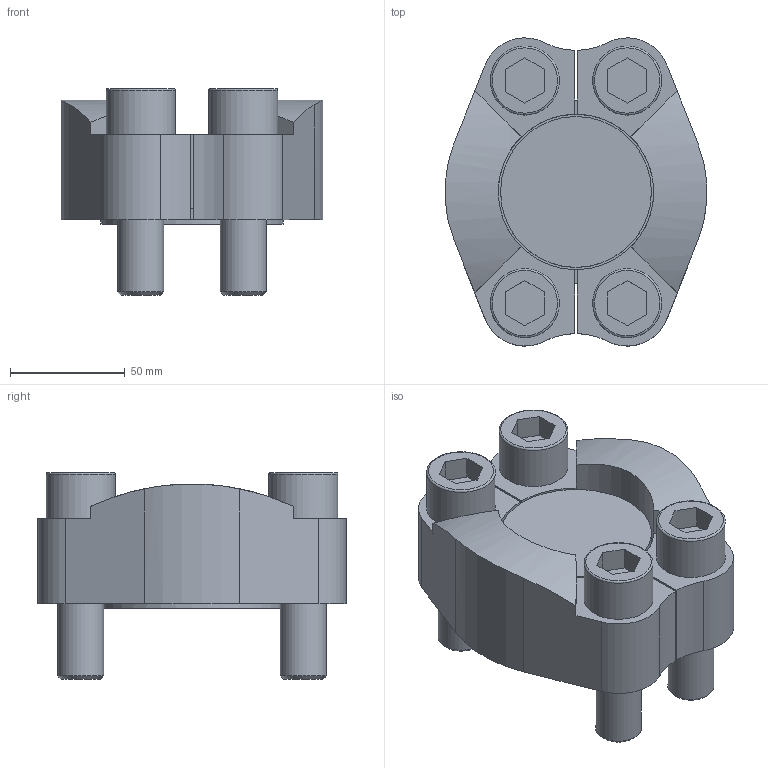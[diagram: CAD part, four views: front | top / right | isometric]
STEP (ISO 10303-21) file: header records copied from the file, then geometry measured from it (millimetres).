
FILE_DESCRIPTION(/* description */ ('STEP AP203'),/* implementation_level */ '2;1');
FILE_NAME(/* name */ 'SAE Blind Flange AFAB 51-6-01',/* time_stamp */ '2023-07-21T09:06:43+02:00',/* author */ ('License CC BY-ND 4.0'),/* organization */ ('CADENAS'),/* preprocessor_version */ 'ST-DEVELOPER v19.3',/* originating_system */ 'PARTsolutions',/* authorisation */ ' ');
FILE_SCHEMA (('CONFIG_CONTROL_DESIGN'));
Length unit declared in the file: millimetre
Products named in the file (1): SAE Blindflansch AFAB 51-6-01
Bounding box: 113.69 x 133.99 x 90 mm (x, y, z)
Volume: 586498.3 mm3; surface area: 102164.8 mm2
Topology: 1 solids, 3 shells, 111 faces, 252 edges, 163 vertices
Faces by surface type: plane 66, cylinder 34, torus 7, cone 4
Full cylindrical faces by diameter (mm): 20 x4, 21 x4, 30 x4, 56.74 x2, 63.8 x2, 65.6 x1, 79.4 x1
Entity records: 2980 total; most frequent: CARTESIAN_POINT 528, DIRECTION 522, ORIENTED_EDGE 434, EDGE_CURVE 217, AXIS2_PLACEMENT_3D 197, EDGE_LOOP 160, FACE_BOUND 160, VERTEX_POINT 157
